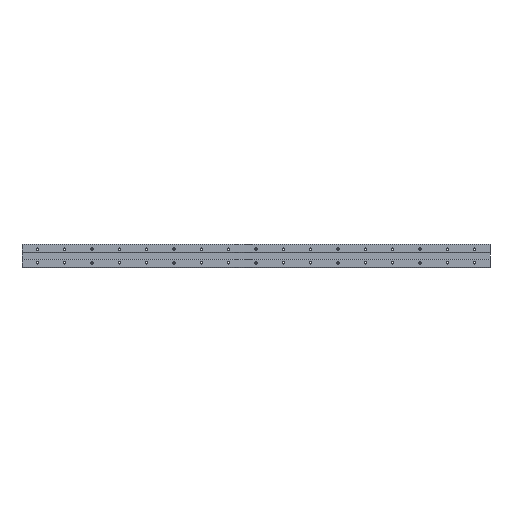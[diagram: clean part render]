
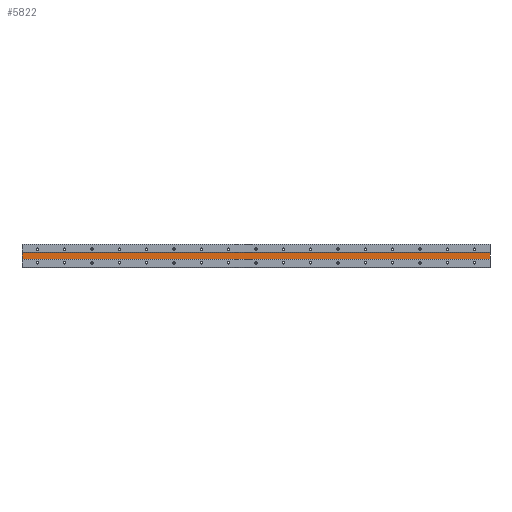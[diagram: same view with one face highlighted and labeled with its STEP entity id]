
A CAD part, front view. The second image highlights one B-rep face of the part: STEP entity #5822.
In plain terms, the highlighted planar face has unit normal (0, -1, 0).
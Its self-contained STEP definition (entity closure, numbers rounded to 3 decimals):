
#33 = ORIENTED_EDGE ( 'NONE', *, *, #5290, .T. ) ;
#123 = EDGE_LOOP ( 'NONE', ( #5751, #2468, #4945, #33 ) ) ;
#213 = CARTESIAN_POINT ( 'NONE',  ( 1325., 1., 10. ) ) ;
#550 = AXIS2_PLACEMENT_3D ( 'NONE', #3942, #989, #1972 ) ;
#605 = CARTESIAN_POINT ( 'NONE',  ( 1325., 1., 10. ) ) ;
#689 = CARTESIAN_POINT ( 'NONE',  ( -45., 1., 34.482 ) ) ;
#989 = DIRECTION ( 'NONE',  ( 0., 1., 0. ) ) ;
#1075 = DIRECTION ( 'NONE',  ( 1., 0., 0. ) ) ;
#1242 = EDGE_CURVE ( 'NONE', #1372, #3675, #2771, .T. ) ;
#1330 = VERTEX_POINT ( 'NONE', #3875 ) ;
#1372 = VERTEX_POINT ( 'NONE', #605 ) ;
#1972 = DIRECTION ( 'NONE',  ( 0., 0., 1. ) ) ;
#2138 = CARTESIAN_POINT ( 'NONE',  ( 1325., 1., 34.482 ) ) ;
#2171 = DIRECTION ( 'NONE',  ( 0., 0., -1. ) ) ;
#2268 = LINE ( 'NONE', #689, #3872 ) ;
#2352 = FACE_OUTER_BOUND ( 'NONE', #123, .T. ) ;
#2417 = VECTOR ( 'NONE', #2171, 1000. ) ;
#2468 = ORIENTED_EDGE ( 'NONE', *, *, #1242, .F. ) ;
#2624 = EDGE_CURVE ( 'NONE', #1330, #1372, #3582, .T. ) ;
#2771 = LINE ( 'NONE', #2138, #2417 ) ;
#2931 = PLANE ( 'NONE',  #550 ) ;
#3337 = VECTOR ( 'NONE', #1075, 1000. ) ;
#3582 = LINE ( 'NONE', #213, #6224 ) ;
#3675 = VERTEX_POINT ( 'NONE', #4436 ) ;
#3872 = VECTOR ( 'NONE', #5696, 1000. ) ;
#3875 = CARTESIAN_POINT ( 'NONE',  ( -45., 1., 10. ) ) ;
#3938 = LINE ( 'NONE', #5933, #3337 ) ;
#3942 = CARTESIAN_POINT ( 'NONE',  ( 1325., 1., 10. ) ) ;
#4436 = CARTESIAN_POINT ( 'NONE',  ( 1325., 1., -10. ) ) ;
#4631 = CARTESIAN_POINT ( 'NONE',  ( -45., 1., -10. ) ) ;
#4639 = EDGE_CURVE ( 'NONE', #4938, #3675, #3938, .T. ) ;
#4938 = VERTEX_POINT ( 'NONE', #4631 ) ;
#4945 = ORIENTED_EDGE ( 'NONE', *, *, #2624, .F. ) ;
#5075 = DIRECTION ( 'NONE',  ( 1., 0., 0. ) ) ;
#5290 = EDGE_CURVE ( 'NONE', #1330, #4938, #2268, .T. ) ;
#5696 = DIRECTION ( 'NONE',  ( 0., 0., -1. ) ) ;
#5751 = ORIENTED_EDGE ( 'NONE', *, *, #4639, .T. ) ;
#5822 = ADVANCED_FACE ( 'NONE', ( #2352 ), #2931, .F. ) ;
#5933 = CARTESIAN_POINT ( 'NONE',  ( 1325., 1., -10. ) ) ;
#6224 = VECTOR ( 'NONE', #5075, 1000. ) ;
